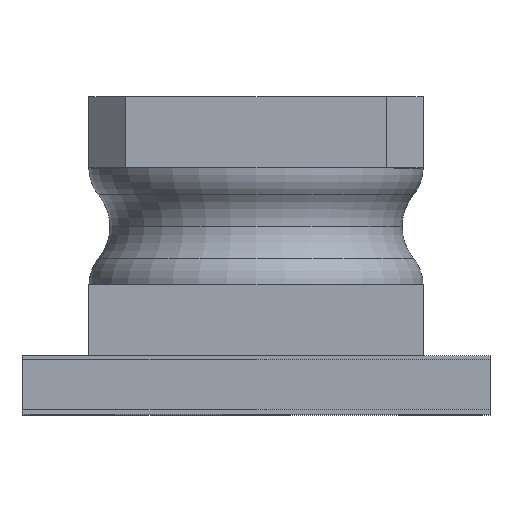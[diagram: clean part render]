
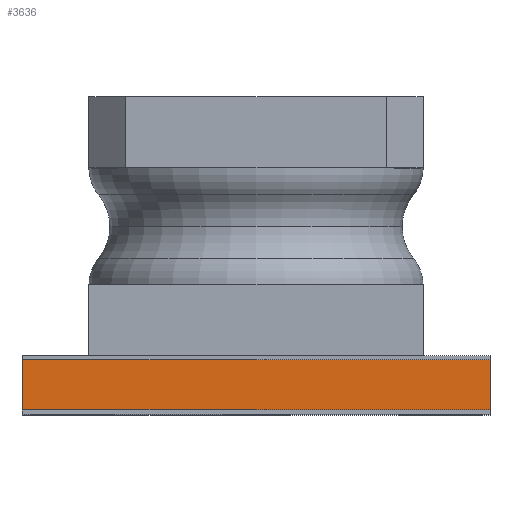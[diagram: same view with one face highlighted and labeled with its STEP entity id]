
A CAD part, top view. The second image highlights one B-rep face of the part: STEP entity #3636.
In plain terms, the highlighted planar face has unit normal (0, 0, 1).
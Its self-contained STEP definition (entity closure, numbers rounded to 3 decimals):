
#123 = CARTESIAN_POINT ( 'NONE',  ( -1.4, 0.025, 1.85 ) ) ;
#142 = DIRECTION ( 'NONE',  ( -1., 0., 0. ) ) ;
#231 = ORIENTED_EDGE ( 'NONE', *, *, #1795, .T. ) ;
#472 = VERTEX_POINT ( 'NONE', #1028 ) ;
#593 = CARTESIAN_POINT ( 'NONE',  ( 1.4, 0.025, 1.85 ) ) ;
#667 = EDGE_CURVE ( 'NONE', #2121, #472, #1080, .T. ) ;
#847 = EDGE_CURVE ( 'NONE', #2166, #1948, #3486, .T. ) ;
#987 = EDGE_LOOP ( 'NONE', ( #231, #4153, #4269, #3778 ) ) ;
#1028 = CARTESIAN_POINT ( 'NONE',  ( -1.4, 0.325, 1.85 ) ) ;
#1080 = LINE ( 'NONE', #1225, #4241 ) ;
#1122 = CARTESIAN_POINT ( 'NONE',  ( 1.4, 0.325, 1.85 ) ) ;
#1225 = CARTESIAN_POINT ( 'NONE',  ( -1.4, 0.025, 1.85 ) ) ;
#1272 = VECTOR ( 'NONE', #2958, 1000. ) ;
#1482 = LINE ( 'NONE', #2233, #4113 ) ;
#1674 = FACE_OUTER_BOUND ( 'NONE', #987, .T. ) ;
#1795 = EDGE_CURVE ( 'NONE', #1948, #472, #3003, .T. ) ;
#1948 = VERTEX_POINT ( 'NONE', #2975 ) ;
#2121 = VERTEX_POINT ( 'NONE', #123 ) ;
#2166 = VERTEX_POINT ( 'NONE', #593 ) ;
#2233 = CARTESIAN_POINT ( 'NONE',  ( 1.4, 0.025, 1.85 ) ) ;
#2837 = CARTESIAN_POINT ( 'NONE',  ( 1.4, 0.025, 1.85 ) ) ;
#2854 = PLANE ( 'NONE',  #4361 ) ;
#2882 = DIRECTION ( 'NONE',  ( 0., 1., 0. ) ) ;
#2958 = DIRECTION ( 'NONE',  ( 0., 1., 0. ) ) ;
#2975 = CARTESIAN_POINT ( 'NONE',  ( 1.4, 0.325, 1.85 ) ) ;
#3003 = LINE ( 'NONE', #1122, #3063 ) ;
#3063 = VECTOR ( 'NONE', #3334, 1000. ) ;
#3270 = DIRECTION ( 'NONE',  ( 0., 0., -1. ) ) ;
#3320 = CARTESIAN_POINT ( 'NONE',  ( 1.4, 0.025, 1.85 ) ) ;
#3334 = DIRECTION ( 'NONE',  ( -1., 0., 0. ) ) ;
#3383 = EDGE_CURVE ( 'NONE', #2166, #2121, #1482, .T. ) ;
#3486 = LINE ( 'NONE', #3320, #1272 ) ;
#3636 = ADVANCED_FACE ( 'NONE', ( #1674 ), #2854, .F. ) ;
#3778 = ORIENTED_EDGE ( 'NONE', *, *, #847, .T. ) ;
#4113 = VECTOR ( 'NONE', #142, 1000. ) ;
#4153 = ORIENTED_EDGE ( 'NONE', *, *, #667, .F. ) ;
#4241 = VECTOR ( 'NONE', #2882, 1000. ) ;
#4269 = ORIENTED_EDGE ( 'NONE', *, *, #3383, .F. ) ;
#4361 = AXIS2_PLACEMENT_3D ( 'NONE', #2837, #3270, #4508 ) ;
#4508 = DIRECTION ( 'NONE',  ( -1., 0., 0. ) ) ;
